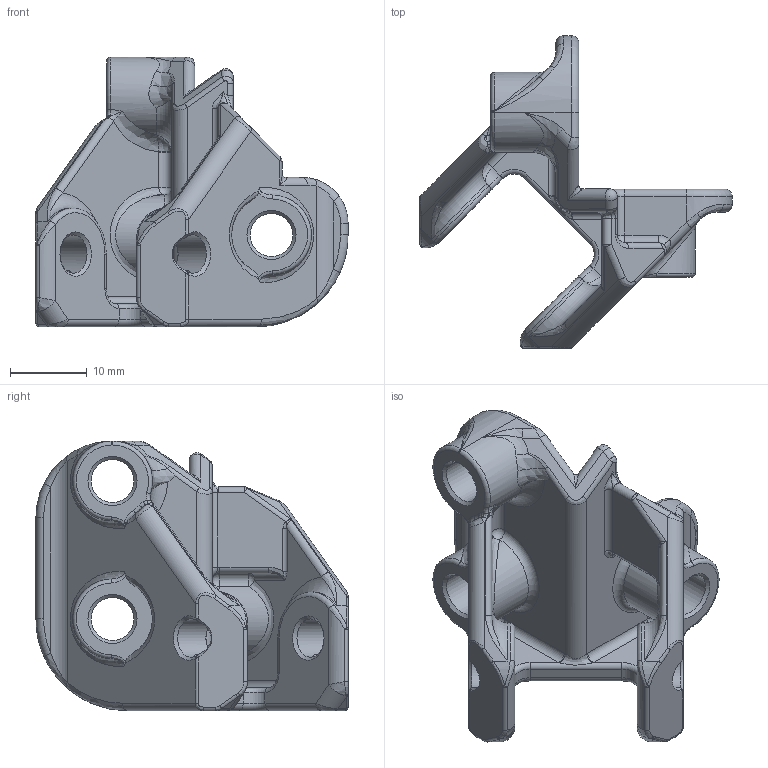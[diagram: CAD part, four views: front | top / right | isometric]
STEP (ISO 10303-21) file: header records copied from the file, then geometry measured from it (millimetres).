
FILE_DESCRIPTION(/* description */ (''),/* implementation_level */ '2;1');
FILE_NAME(/* name */ 'MP_DooKi3_SLM_Z_Idler_Front_Mirror_V3.step',/* time_stamp */ '2024-08-07T11:24:55-04:00',/* author */ (''),/* organization */ (''),/* preprocessor_version */ 'ST-DEVELOPER v20',/* originating_system */ 'Autodesk Translation Framework v13.14.0.145',/* authorisation */ '');
FILE_SCHEMA (('AUTOMOTIVE_DESIGN { 1 0 10303 214 3 1 1 }'));
Length unit declared in the file: millimetre
Products named in the file (1): MP_DooKi3_SLM_Z_Idler_Front_V3
Bounding box: 40.75 x 40.75 x 35.2 mm (x, y, z)
Volume: 8795.5 mm3; surface area: 6245.8 mm2
Topology: 1 solids, 1 shells, 300 faces, 718 edges, 399 vertices
Faces by surface type: bspline 108, cylinder 103, plane 37, torus 30, cone 12, sphere 10
Full cylindrical faces by diameter (mm): 2.4 x2, 5 x2, 5.6 x3
Entity records: 11884 total; most frequent: CARTESIAN_POINT 5383, ORIENTED_EDGE 1394, DIRECTION 1287, EDGE_CURVE 697, AXIS2_PLACEMENT_3D 539, VERTEX_POINT 399, EDGE_LOOP 314, FACE_OUTER_BOUND 300
